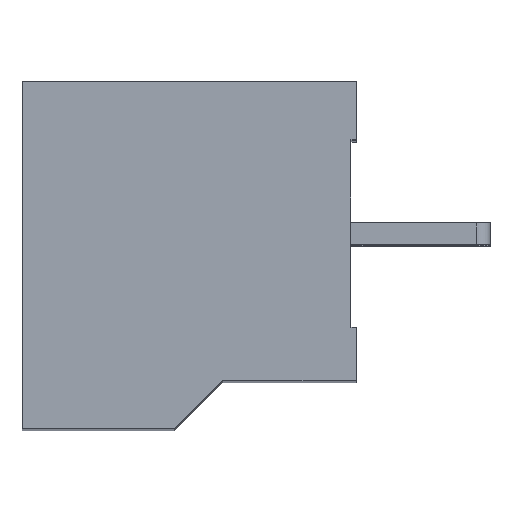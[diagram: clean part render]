
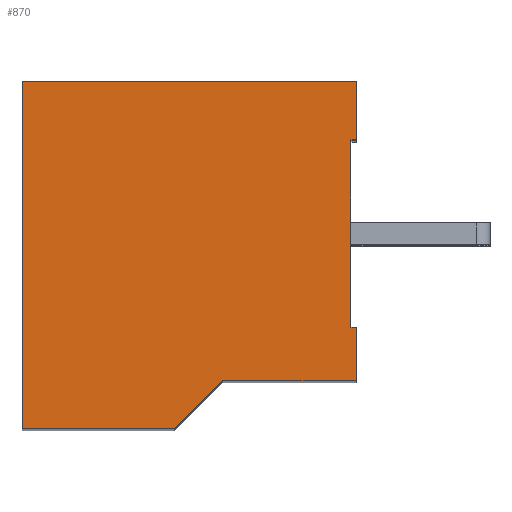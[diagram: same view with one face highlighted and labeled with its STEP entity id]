
A CAD part, top view. The second image highlights one B-rep face of the part: STEP entity #870.
In plain terms, the highlighted planar face has unit normal (0, 0, 1).
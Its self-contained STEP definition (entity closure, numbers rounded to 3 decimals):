
#870 = ADVANCED_FACE( '', ( #1863 ), #1864, .T. );
#1863 = FACE_OUTER_BOUND( '', #2971, .T. );
#1864 = PLANE( '', #2972 );
#2971 = EDGE_LOOP( '', ( #5429, #5430, #5431, #5432, #5433, #5434, #5435, #5436, #5437, #5438 ) );
#2972 = AXIS2_PLACEMENT_3D( '', #5439, #5440, #5441 );
#5429 = ORIENTED_EDGE( '', *, *, #7611, .F. );
#5430 = ORIENTED_EDGE( '', *, *, #7361, .F. );
#5431 = ORIENTED_EDGE( '', *, *, #7612, .T. );
#5432 = ORIENTED_EDGE( '', *, *, #6874, .F. );
#5433 = ORIENTED_EDGE( '', *, *, #6981, .F. );
#5434 = ORIENTED_EDGE( '', *, *, #7440, .T. );
#5435 = ORIENTED_EDGE( '', *, *, #6845, .F. );
#5436 = ORIENTED_EDGE( '', *, *, #7353, .F. );
#5437 = ORIENTED_EDGE( '', *, *, #6780, .T. );
#5438 = ORIENTED_EDGE( '', *, *, #7613, .F. );
#5439 = CARTESIAN_POINT( '', ( 12.003, -10.629, 0. ) );
#5440 = DIRECTION( '', ( 0., 0., 1. ) );
#5441 = DIRECTION( '', ( 1., 0., 0. ) );
#6780 = EDGE_CURVE( '', #8179, #8180, #8181, .T. );
#6845 = EDGE_CURVE( '', #8290, #8292, #8293, .T. );
#6874 = EDGE_CURVE( '', #8338, #8340, #8341, .T. );
#6981 = EDGE_CURVE( '', #8517, #8338, #8519, .T. );
#7353 = EDGE_CURVE( '', #8179, #8290, #9092, .T. );
#7361 = EDGE_CURVE( '', #9100, #9102, #9103, .T. );
#7440 = EDGE_CURVE( '', #8517, #8292, #9214, .T. );
#7611 = EDGE_CURVE( '', #9102, #9432, #9433, .T. );
#7612 = EDGE_CURVE( '', #9100, #8340, #9434, .T. );
#7613 = EDGE_CURVE( '', #9432, #8180, #9435, .T. );
#8179 = VERTEX_POINT( '', #10168 );
#8180 = VERTEX_POINT( '', #10169 );
#8181 = LINE( '', #10170, #10171 );
#8290 = VERTEX_POINT( '', #10326 );
#8292 = VERTEX_POINT( '', #10329 );
#8293 = LINE( '', #10330, #10331 );
#8338 = VERTEX_POINT( '', #10396 );
#8340 = VERTEX_POINT( '', #10399 );
#8341 = LINE( '', #10400, #10401 );
#8517 = VERTEX_POINT( '', #10655 );
#8519 = LINE( '', #10658, #10659 );
#9092 = LINE( '', #11521, #11522 );
#9100 = VERTEX_POINT( '', #11532 );
#9102 = VERTEX_POINT( '', #11535 );
#9103 = LINE( '', #11536, #11537 );
#9214 = LINE( '', #11709, #11710 );
#9432 = VERTEX_POINT( '', #12045 );
#9433 = LINE( '', #12046, #12047 );
#9434 = LINE( '', #12048, #12049 );
#9435 = LINE( '', #12050, #12051 );
#10168 = CARTESIAN_POINT( '', ( 12.5, 0., 0. ) );
#10169 = CARTESIAN_POINT( '', ( 0., 0., 0. ) );
#10170 = CARTESIAN_POINT( '', ( 12.2, 0., 0. ) );
#10171 = VECTOR( '', #12571, 1000. );
#10326 = CARTESIAN_POINT( '', ( 12.5, -2.2, 0. ) );
#10329 = CARTESIAN_POINT( '', ( 12.3, -2.2, 0. ) );
#10330 = CARTESIAN_POINT( '', ( 12.5, -2.2, 0. ) );
#10331 = VECTOR( '', #12631, 1000. );
#10396 = CARTESIAN_POINT( '', ( 12.5, -9.2, 0. ) );
#10399 = CARTESIAN_POINT( '', ( 12.5, -11.2, 0. ) );
#10400 = CARTESIAN_POINT( '', ( 12.5, -9.2, 0. ) );
#10401 = VECTOR( '', #12656, 1000. );
#10655 = CARTESIAN_POINT( '', ( 12.3, -9.2, 0. ) );
#10658 = CARTESIAN_POINT( '', ( 12.182, -9.2, 0. ) );
#10659 = VECTOR( '', #12748, 1000. );
#11521 = CARTESIAN_POINT( '', ( 12.5, 0., 0. ) );
#11522 = VECTOR( '', #13050, 1000. );
#11532 = CARTESIAN_POINT( '', ( 7.5, -11.2, 0. ) );
#11535 = CARTESIAN_POINT( '', ( 5.7, -13., 0. ) );
#11536 = CARTESIAN_POINT( '', ( 7.5, -11.2, 0. ) );
#11537 = VECTOR( '', #13057, 1000. );
#11709 = CARTESIAN_POINT( '', ( 12.3, -12.3, 0. ) );
#11710 = VECTOR( '', #13119, 1000. );
#12045 = CARTESIAN_POINT( '', ( 0., -13., 0. ) );
#12046 = CARTESIAN_POINT( '', ( 10.298, -13., 0. ) );
#12047 = VECTOR( '', #13249, 1000. );
#12048 = CARTESIAN_POINT( '', ( 10.298, -11.2, 0. ) );
#12049 = VECTOR( '', #13250, 1000. );
#12050 = CARTESIAN_POINT( '', ( 0., -12.05, 0. ) );
#12051 = VECTOR( '', #13251, 1000. );
#12571 = DIRECTION( '', ( -1., 0., 0. ) );
#12631 = DIRECTION( '', ( -1., 0., 0. ) );
#12656 = DIRECTION( '', ( 0., -1., 0. ) );
#12748 = DIRECTION( '', ( 1., 0., 0. ) );
#13050 = DIRECTION( '', ( 0., -1., 0. ) );
#13057 = DIRECTION( '', ( -0.707, -0.707, 0. ) );
#13119 = DIRECTION( '', ( 0., 1., 0. ) );
#13249 = DIRECTION( '', ( -1., 0., 0. ) );
#13250 = DIRECTION( '', ( 1., 0., 0. ) );
#13251 = DIRECTION( '', ( 0., 1., 0. ) );
